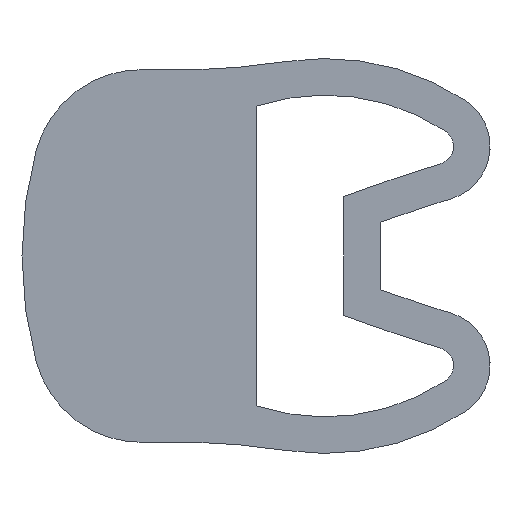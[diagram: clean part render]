
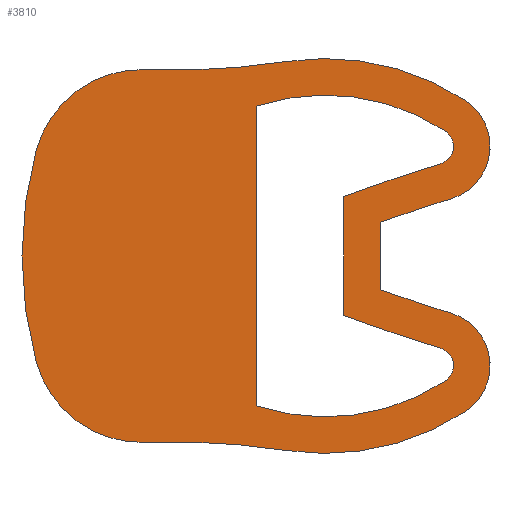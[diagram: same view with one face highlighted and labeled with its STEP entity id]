
A CAD part, left-side view. The second image highlights one B-rep face of the part: STEP entity #3810.
In plain terms, the highlighted face is planar.
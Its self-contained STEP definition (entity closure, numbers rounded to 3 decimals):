
#1950=CARTESIAN_POINT('',(-69.404,200.721,0.));
#1960=DIRECTION('',(0.,0.,1.));
#1970=DIRECTION('',(1.,0.,0.));
#1980=AXIS2_PLACEMENT_3D('',#1950,#1960,#1970);
#1990=PLANE('',#1980);
#2000=CARTESIAN_POINT('',(-70.904,199.721,0.));
#2010=DIRECTION('',(0.,0.,-1.));
#2020=DIRECTION('',(-1.,0.,0.));
#2030=AXIS2_PLACEMENT_3D('',#2000,#2010,#2020);
#2040=CIRCLE('',#2030,0.25);
#2050=CARTESIAN_POINT('',(-70.665,199.647,0.));
#2060=VERTEX_POINT('',#2050);
#2070=CARTESIAN_POINT('',(-71.113,199.584,0.));
#2080=VERTEX_POINT('',#2070);
#2090=EDGE_CURVE('',#2060,#2080,#2040,.T.);
#2100=ORIENTED_EDGE('',*,*,#2090,.F.);
#2110=CARTESIAN_POINT('',(-68.604,201.228,0.));
#2120=DIRECTION('',(0.,0.,-1.));
#2130=DIRECTION('',(-1.,0.,0.));
#2140=AXIS2_PLACEMENT_3D('',#2110,#2120,#2130);
#2150=CIRCLE('',#2140,3.);
#2160=CARTESIAN_POINT('',(-71.452,202.171,0.));
#2170=VERTEX_POINT('',#2160);
#2180=EDGE_CURVE('',#2080,#2170,#2150,.T.);
#2190=ORIENTED_EDGE('',*,*,#2180,.F.);
#2200=CARTESIAN_POINT('',(0.,202.171,0.));
#2210=DIRECTION('',(-1.,0.,0.));
#2220=VECTOR('',#2210,1.);
#2230=LINE('',#2200,#2220);
#2240=CARTESIAN_POINT('',(-67.356,202.171,0.));
#2250=VERTEX_POINT('',#2240);
#2260=EDGE_CURVE('',#2250,#2170,#2230,.T.);
#2270=ORIENTED_EDGE('',*,*,#2260,.T.);
#2280=CARTESIAN_POINT('',(-70.204,201.228,0.));
#2290=DIRECTION('',(0.,0.,1.));
#2300=DIRECTION('',(1.,0.,0.));
#2310=AXIS2_PLACEMENT_3D('',#2280,#2290,#2300);
#2320=CIRCLE('',#2310,3.);
#2330=CARTESIAN_POINT('',(-67.695,199.584,0.));
#2340=VERTEX_POINT('',#2330);
#2350=EDGE_CURVE('',#2340,#2250,#2320,.T.);
#2360=ORIENTED_EDGE('',*,*,#2350,.T.);
#2370=CARTESIAN_POINT('',(-67.904,199.721,0.));
#2380=DIRECTION('',(0.,0.,1.));
#2390=DIRECTION('',(1.,0.,0.));
#2400=AXIS2_PLACEMENT_3D('',#2370,#2380,#2390);
#2410=CIRCLE('',#2400,0.25);
#2420=CARTESIAN_POINT('',(-68.143,199.647,0.));
#2430=VERTEX_POINT('',#2420);
#2440=EDGE_CURVE('',#2430,#2340,#2410,.T.);
#2450=ORIENTED_EDGE('',*,*,#2440,.T.);
#2460=CARTESIAN_POINT('',(-92.507,192.12,0.));
#2470=DIRECTION('',(0.,0.,1.));
#2480=DIRECTION('',(1.,0.,0.));
#2490=AXIS2_PLACEMENT_3D('',#2460,#2470,#2480);
#2500=CIRCLE('',#2490,25.5);
#2510=CARTESIAN_POINT('',(-68.592,200.971,0.));
#2520=VERTEX_POINT('',#2510);
#2530=EDGE_CURVE('',#2430,#2520,#2500,.T.);
#2540=ORIENTED_EDGE('',*,*,#2530,.F.);
#2550=CARTESIAN_POINT('',(0.,200.971,0.));
#2560=DIRECTION('',(1.,0.,0.));
#2570=VECTOR('',#2560,1.);
#2580=LINE('',#2550,#2570);
#2590=CARTESIAN_POINT('',(-70.216,200.971,0.));
#2600=VERTEX_POINT('',#2590);
#2610=EDGE_CURVE('',#2600,#2520,#2580,.T.);
#2620=ORIENTED_EDGE('',*,*,#2610,.T.);
#2630=CARTESIAN_POINT('',(-46.301,192.12,0.));
#2640=DIRECTION('',(0.,0.,-1.));
#2650=DIRECTION('',(-1.,0.,0.));
#2660=AXIS2_PLACEMENT_3D('',#2630,#2640,#2650);
#2670=CIRCLE('',#2660,25.5);
#2680=EDGE_CURVE('',#2060,#2600,#2670,.T.);
#2690=ORIENTED_EDGE('',*,*,#2680,.T.);
#2700=EDGE_LOOP('',(#2690,#2620,#2540,#2450,#2360,#2270,#2190,#2100));
#2710=FACE_BOUND('',#2700,.T.);
#2720=CARTESIAN_POINT('',(-70.454,203.73,0.));
#2730=DIRECTION('',(0.,0.,-1.));
#2740=DIRECTION('',(-1.,0.,0.));
#2750=AXIS2_PLACEMENT_3D('',#2720,#2730,#2740);
#2760=CIRCLE('',#2750,1.5);
#2770=CARTESIAN_POINT('',(-71.953,203.673,0.));
#2780=VERTEX_POINT('',#2770);
#2790=CARTESIAN_POINT('',(-70.848,205.178,0.));
#2800=VERTEX_POINT('',#2790);
#2810=EDGE_CURVE('',#2780,#2800,#2760,.T.);
#2820=ORIENTED_EDGE('',*,*,#2810,.T.);
#2830=CARTESIAN_POINT('',(-81.946,203.29,0.));
#2840=DIRECTION('',(0.,0.,-1.));
#2850=DIRECTION('',(-1.,0.,0.));
#2860=AXIS2_PLACEMENT_3D('',#2830,#2840,#2850);
#2870=CIRCLE('',#2860,10.);
#2880=CARTESIAN_POINT('',(-72.063,201.763,0.));
#2890=VERTEX_POINT('',#2880);
#2900=EDGE_CURVE('',#2780,#2890,#2870,.T.);
#2910=ORIENTED_EDGE('',*,*,#2900,.F.);
#2920=CARTESIAN_POINT('',(-68.604,201.228,0.));
#2930=DIRECTION('',(0.,0.,-1.));
#2940=DIRECTION('',(-1.,0.,0.));
#2950=AXIS2_PLACEMENT_3D('',#2920,#2930,#2940);
#2960=CIRCLE('',#2950,3.5);
#2970=CARTESIAN_POINT('',(-71.531,199.31,0.));
#2980=VERTEX_POINT('',#2970);
#2990=EDGE_CURVE('',#2980,#2890,#2960,.T.);
#3000=ORIENTED_EDGE('',*,*,#2990,.T.);
#3010=CARTESIAN_POINT('',(-70.904,199.721,0.));
#3020=DIRECTION('',(0.,0.,-1.));
#3030=DIRECTION('',(-1.,0.,0.));
#3040=AXIS2_PLACEMENT_3D('',#3010,#3020,#3030);
#3050=CIRCLE('',#3040,0.75);
#3060=CARTESIAN_POINT('',(-70.187,199.499,0.));
#3070=VERTEX_POINT('',#3060);
#3080=EDGE_CURVE('',#3070,#2980,#3050,.T.);
#3090=ORIENTED_EDGE('',*,*,#3080,.T.);
#3100=CARTESIAN_POINT('',(-46.301,192.12,0.));
#3110=DIRECTION('',(0.,0.,-1.));
#3120=DIRECTION('',(-1.,0.,0.));
#3130=AXIS2_PLACEMENT_3D('',#3100,#3110,#3120);
#3140=CIRCLE('',#3130,25.);
#3150=CARTESIAN_POINT('',(-69.865,200.471,0.));
#3160=VERTEX_POINT('',#3150);
#3170=EDGE_CURVE('',#3070,#3160,#3140,.T.);
#3180=ORIENTED_EDGE('',*,*,#3170,.F.);
#3190=CARTESIAN_POINT('',(-69.404,200.471,0.));
#3200=DIRECTION('',(1.,0.,0.));
#3210=VECTOR('',#3200,1.);
#3220=LINE('',#3190,#3210);
#3230=CARTESIAN_POINT('',(-68.943,200.471,0.));
#3240=VERTEX_POINT('',#3230);
#3250=EDGE_CURVE('',#3160,#3240,#3220,.T.);
#3260=ORIENTED_EDGE('',*,*,#3250,.F.);
#3270=CARTESIAN_POINT('',(-92.507,192.12,0.));
#3280=DIRECTION('',(0.,0.,1.));
#3290=DIRECTION('',(1.,0.,0.));
#3300=AXIS2_PLACEMENT_3D('',#3270,#3280,#3290);
#3310=CIRCLE('',#3300,25.);
#3320=CARTESIAN_POINT('',(-68.621,199.499,0.));
#3330=VERTEX_POINT('',#3320);
#3340=EDGE_CURVE('',#3330,#3240,#3310,.T.);
#3350=ORIENTED_EDGE('',*,*,#3340,.T.);
#3360=CARTESIAN_POINT('',(-67.904,199.721,0.));
#3370=DIRECTION('',(0.,0.,1.));
#3380=DIRECTION('',(1.,0.,0.));
#3390=AXIS2_PLACEMENT_3D('',#3360,#3370,#3380);
#3400=CIRCLE('',#3390,0.75);
#3410=CARTESIAN_POINT('',(-67.277,199.31,0.));
#3420=VERTEX_POINT('',#3410);
#3430=EDGE_CURVE('',#3330,#3420,#3400,.T.);
#3440=ORIENTED_EDGE('',*,*,#3430,.F.);
#3450=CARTESIAN_POINT('',(-70.204,201.228,0.));
#3460=DIRECTION('',(0.,0.,1.));
#3470=DIRECTION('',(1.,0.,0.));
#3480=AXIS2_PLACEMENT_3D('',#3450,#3460,#3470);
#3490=CIRCLE('',#3480,3.5);
#3500=CARTESIAN_POINT('',(-66.745,201.763,0.));
#3510=VERTEX_POINT('',#3500);
#3520=EDGE_CURVE('',#3420,#3510,#3490,.T.);
#3530=ORIENTED_EDGE('',*,*,#3520,.F.);
#3540=CARTESIAN_POINT('',(-56.862,203.29,0.));
#3550=DIRECTION('',(0.,0.,1.));
#3560=DIRECTION('',(1.,0.,0.));
#3570=AXIS2_PLACEMENT_3D('',#3540,#3550,#3560);
#3580=CIRCLE('',#3570,10.);
#3590=CARTESIAN_POINT('',(-66.855,203.673,0.));
#3600=VERTEX_POINT('',#3590);
#3610=EDGE_CURVE('',#3600,#3510,#3580,.T.);
#3620=ORIENTED_EDGE('',*,*,#3610,.T.);
#3630=CARTESIAN_POINT('',(-68.354,203.73,0.));
#3640=DIRECTION('',(0.,0.,1.));
#3650=DIRECTION('',(1.,0.,0.));
#3660=AXIS2_PLACEMENT_3D('',#3630,#3640,#3650);
#3670=CIRCLE('',#3660,1.5);
#3680=CARTESIAN_POINT('',(-67.96,205.178,0.));
#3690=VERTEX_POINT('',#3680);
#3700=EDGE_CURVE('',#3600,#3690,#3670,.T.);
#3710=ORIENTED_EDGE('',*,*,#3700,.F.);
#3720=CARTESIAN_POINT('',(-69.404,199.871,0.));
#3730=DIRECTION('',(0.,0.,-1.));
#3740=DIRECTION('',(-1.,0.,0.));
#3750=AXIS2_PLACEMENT_3D('',#3720,#3730,#3740);
#3760=CIRCLE('',#3750,5.5);
#3770=EDGE_CURVE('',#2800,#3690,#3760,.T.);
#3780=ORIENTED_EDGE('',*,*,#3770,.T.);
#3790=EDGE_LOOP('',(#3780,#3710,#3620,#3530,#3440,#3350,#3260,#3180,
#3090,#3000,#2910,#2820));
#3800=FACE_OUTER_BOUND('',#3790,.T.);
#3810=ADVANCED_FACE('',(#2710,#3800),#1990,.F.);
